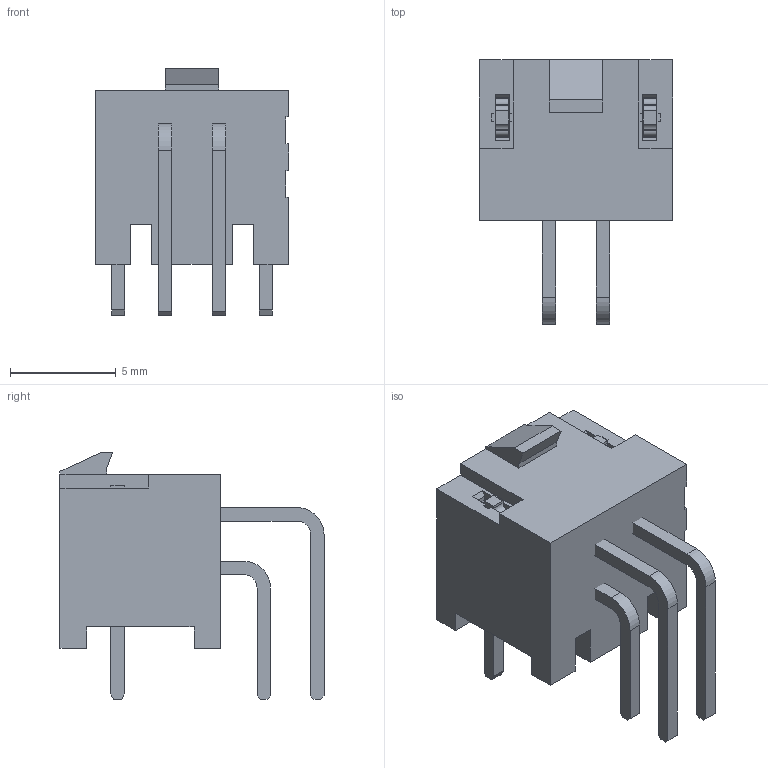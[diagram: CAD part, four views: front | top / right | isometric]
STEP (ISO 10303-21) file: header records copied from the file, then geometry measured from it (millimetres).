
FILE_DESCRIPTION(/* description */ ('STEP AP214'),/* implementation_level */ '2;1');
FILE_NAME(/* name */ 'IPL1-102-01-L-D-RE1-K-WT',/* time_stamp */ '2025-04-08T20:16:38+02:00',/* author */ ('License CC BY-ND 4.0'),/* organization */ ('CADENAS'),/* preprocessor_version */ 'ST-DEVELOPER v19.3',/* originating_system */ 'PARTsolutions',/* authorisation */ ' ');
FILE_SCHEMA (('AUTOMOTIVE_DESIGN {1 0 10303 214 3 1 1}'));
Length unit declared in the file: inch
Products named in the file (4): IPL1-102-01-L-D-RE1-K-WT; IPL1-102-01-D-RE1-K-WT_HDR; T-1S64-01-02-L-D-RE1; T-1S64-01-02-L-D-RE12
Assembly tree (3 placements, depth 2):
  IPL1-102-01-L-D-RE1-K-WT
    IPL1-102-01-D-RE1-K-WT_HDR
    T-1S64-01-02-L-D-RE1
    T-1S64-01-02-L-D-RE12
Bounding box: 9.14 x 12.51 x 11.68 mm (x, y, z)
Volume: 379.3 mm3; surface area: 994.9 mm2
Topology: 3 solids, 3 shells, 255 faces, 744 edges, 496 vertices
Faces by surface type: plane 227, cylinder 28
Entity records: 8435 total; most frequent: CARTESIAN_POINT 1499, ORIENTED_EDGE 1488, DIRECTION 1318, EDGE_CURVE 744, LINE 688, VECTOR 688, VERTEX_POINT 496, AXIS2_PLACEMENT_3D 315
